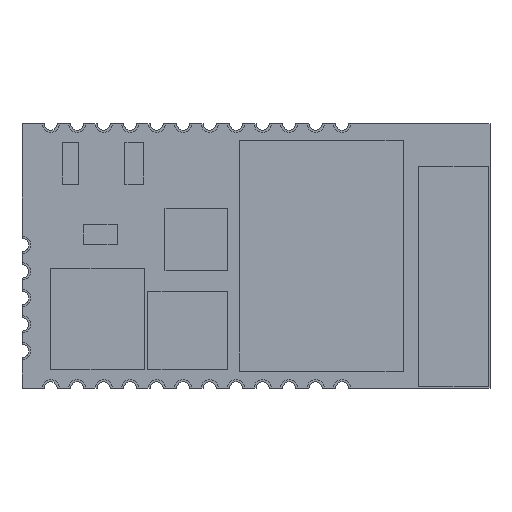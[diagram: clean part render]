
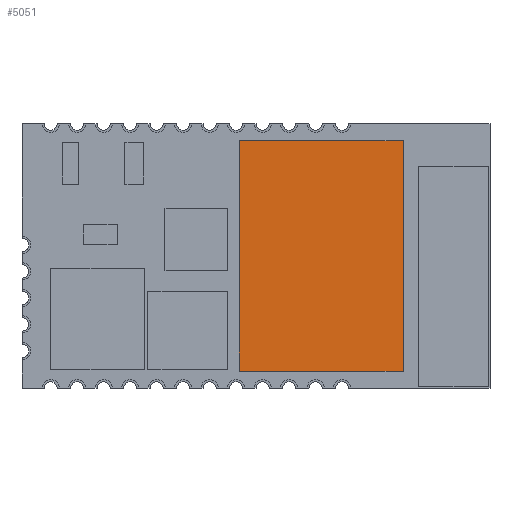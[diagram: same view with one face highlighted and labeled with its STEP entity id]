
A CAD part, top view. The second image highlights one B-rep face of the part: STEP entity #5051.
In plain terms, the highlighted planar face has unit normal (0, 0, 1).
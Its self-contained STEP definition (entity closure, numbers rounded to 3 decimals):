
#70 = LINE ( 'NONE', #12663, #9831 ) ;
#71 = DIRECTION ( 'NONE',  ( -1., 0., 0. ) ) ;
#217 = VECTOR ( 'NONE', #2217, 1000. ) ;
#1689 = EDGE_CURVE ( 'NONE', #9970, #7713, #3043, .T. ) ;
#2100 = VECTOR ( 'NONE', #11569, 1000. ) ;
#2217 = DIRECTION ( 'NONE',  ( 1., 0., 0. ) ) ;
#2969 = ORIENTED_EDGE ( 'NONE', *, *, #9849, .T. ) ;
#3043 = LINE ( 'NONE', #9600, #217 ) ;
#3146 = CARTESIAN_POINT ( 'NONE',  ( 12.5, 1., 2.35 ) ) ;
#3196 = DIRECTION ( 'NONE',  ( -1., 0., 0. ) ) ;
#4677 = DIRECTION ( 'NONE',  ( 0., 1., 0. ) ) ;
#4823 = CARTESIAN_POINT ( 'NONE',  ( 21.924, 14.24, 2.35 ) ) ;
#5014 = EDGE_CURVE ( 'NONE', #12316, #9970, #7675, .T. ) ;
#5051 = ADVANCED_FACE ( 'NONE', ( #12723 ), #12711, .F. ) ;
#6020 = ORIENTED_EDGE ( 'NONE', *, *, #12339, .T. ) ;
#6431 = DIRECTION ( 'NONE',  ( 0., 0., -1. ) ) ;
#6490 = AXIS2_PLACEMENT_3D ( 'NONE', #12757, #6431, #71 ) ;
#6661 = ORIENTED_EDGE ( 'NONE', *, *, #1689, .T. ) ;
#6703 = EDGE_LOOP ( 'NONE', ( #9620, #6661, #2969, #6020 ) ) ;
#7241 = CARTESIAN_POINT ( 'NONE',  ( 21.924, 1., 2.35 ) ) ;
#7675 = LINE ( 'NONE', #3146, #2100 ) ;
#7713 = VERTEX_POINT ( 'NONE', #7241 ) ;
#8708 = VECTOR ( 'NONE', #4677, 1000. ) ;
#9600 = CARTESIAN_POINT ( 'NONE',  ( 12.5, 1., 2.35 ) ) ;
#9620 = ORIENTED_EDGE ( 'NONE', *, *, #5014, .T. ) ;
#9831 = VECTOR ( 'NONE', #3196, 1000. ) ;
#9849 = EDGE_CURVE ( 'NONE', #7713, #11645, #11513, .T. ) ;
#9970 = VERTEX_POINT ( 'NONE', #12262 ) ;
#11513 = LINE ( 'NONE', #12036, #8708 ) ;
#11569 = DIRECTION ( 'NONE',  ( 0., -1., 0. ) ) ;
#11573 = CARTESIAN_POINT ( 'NONE',  ( 12.5, 14.24, 2.35 ) ) ;
#11645 = VERTEX_POINT ( 'NONE', #4823 ) ;
#12036 = CARTESIAN_POINT ( 'NONE',  ( 21.924, 1., 2.35 ) ) ;
#12262 = CARTESIAN_POINT ( 'NONE',  ( 12.5, 1., 2.35 ) ) ;
#12316 = VERTEX_POINT ( 'NONE', #11573 ) ;
#12339 = EDGE_CURVE ( 'NONE', #11645, #12316, #70, .T. ) ;
#12663 = CARTESIAN_POINT ( 'NONE',  ( 12.5, 14.24, 2.35 ) ) ;
#12711 = PLANE ( 'NONE',  #6490 ) ;
#12723 = FACE_OUTER_BOUND ( 'NONE', #6703, .T. ) ;
#12757 = CARTESIAN_POINT ( 'NONE',  ( 0., 0., 2.35 ) ) ;
